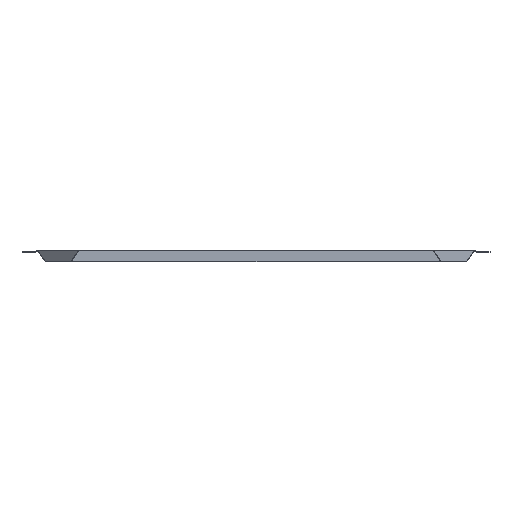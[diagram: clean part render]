
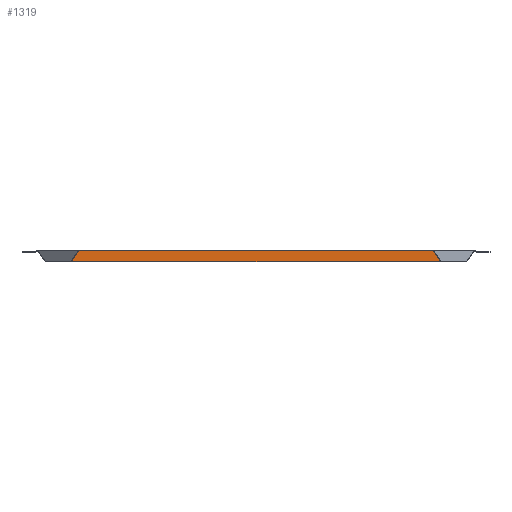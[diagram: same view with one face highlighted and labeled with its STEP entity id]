
A CAD part, front view. The second image highlights one B-rep face of the part: STEP entity #1319.
In plain terms, the highlighted planar face has unit normal (0, -1, 0).
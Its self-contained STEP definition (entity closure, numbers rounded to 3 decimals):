
#4 = CARTESIAN_POINT ( 'NONE',  ( -243.37, -0.7, -1.554 ) ) ;
#33 = CARTESIAN_POINT ( 'NONE',  ( -243.563, -0.7, -1.408 ) ) ;
#42 = CARTESIAN_POINT ( 'NONE',  ( -243.919, -0.7, -1.082 ) ) ;
#46 = CARTESIAN_POINT ( 'NONE',  ( -244.081, -0.7, -0.901 ) ) ;
#62 = CARTESIAN_POINT ( 'NONE',  ( -244.214, -0.7, -0.7 ) ) ;
#65 = AXIS2_PLACEMENT_3D ( 'NONE', #1272, #1287, #1282 ) ;
#70 = CARTESIAN_POINT ( 'NONE',  ( 243.178, -0.7, -1.7 ) ) ;
#119 = DIRECTION ( 'NONE',  ( 1., 0., 0. ) ) ;
#153 = CARTESIAN_POINT ( 'NONE',  ( 231.878, -0.7, -13. ) ) ;
#198 = VERTEX_POINT ( 'NONE', #1408 ) ;
#223 = VECTOR ( 'NONE', #570, 1000. ) ;
#260 = EDGE_LOOP ( 'NONE', ( #1414, #1563, #1691, #1360, #1092, #978 ) ) ;
#288 = LINE ( 'NONE', #504, #1110 ) ;
#406 = B_SPLINE_CURVE_WITH_KNOTS ( 'NONE', 3,
 ( #754, #746, #861, #867, #871, #880 ),
 .UNSPECIFIED., .F., .F.,
 ( 4, 2, 4 ),
 ( 0.004, 0.004, 0.005 ),
 .UNSPECIFIED. ) ;
#423 = FACE_OUTER_BOUND ( 'NONE', #260, .T. ) ;
#445 = CARTESIAN_POINT ( 'NONE',  ( -231.878, -0.7, -13. ) ) ;
#504 = CARTESIAN_POINT ( 'NONE',  ( 0., -0.7, -0.7 ) ) ;
#520 = CARTESIAN_POINT ( 'NONE',  ( 244.214, -0.7, -0.7 ) ) ;
#559 = DIRECTION ( 'NONE',  ( -1., 0., 0. ) ) ;
#570 = DIRECTION ( 'NONE',  ( 0.707, 0., -0.707 ) ) ;
#746 = CARTESIAN_POINT ( 'NONE',  ( 243.37, -0.7, -1.554 ) ) ;
#754 = CARTESIAN_POINT ( 'NONE',  ( 243.178, -0.7, -1.7 ) ) ;
#861 = CARTESIAN_POINT ( 'NONE',  ( 243.563, -0.7, -1.408 ) ) ;
#862 = VERTEX_POINT ( 'NONE', #2103 ) ;
#867 = CARTESIAN_POINT ( 'NONE',  ( 243.919, -0.7, -1.082 ) ) ;
#871 = CARTESIAN_POINT ( 'NONE',  ( 244.081, -0.7, -0.901 ) ) ;
#880 = CARTESIAN_POINT ( 'NONE',  ( 244.214, -0.7, -0.7 ) ) ;
#905 = VECTOR ( 'NONE', #1003, 1000. ) ;
#978 = ORIENTED_EDGE ( 'NONE', *, *, #1495, .F. ) ;
#993 = EDGE_CURVE ( 'NONE', #1022, #862, #288, .T. ) ;
#1003 = DIRECTION ( 'NONE',  ( 0.707, 0., 0.707 ) ) ;
#1016 = EDGE_CURVE ( 'NONE', #1337, #1557, #2031, .T. ) ;
#1022 = VERTEX_POINT ( 'NONE', #520 ) ;
#1092 = ORIENTED_EDGE ( 'NONE', *, *, #993, .T. ) ;
#1110 = VECTOR ( 'NONE', #559, 1000. ) ;
#1145 = PLANE ( 'NONE',  #65 ) ;
#1219 = EDGE_CURVE ( 'NONE', #198, #1846, #1765, .T. ) ;
#1272 = CARTESIAN_POINT ( 'NONE',  ( 0., -0.7, 0. ) ) ;
#1274 = CARTESIAN_POINT ( 'NONE',  ( -243.178, -0.7, -1.7 ) ) ;
#1282 = DIRECTION ( 'NONE',  ( 0., 0., 1. ) ) ;
#1287 = DIRECTION ( 'NONE',  ( 0., 1., 0. ) ) ;
#1319 = ADVANCED_FACE ( 'NONE', ( #423 ), #1145, .F. ) ;
#1337 = VERTEX_POINT ( 'NONE', #1274 ) ;
#1360 = ORIENTED_EDGE ( 'NONE', *, *, #1599, .T. ) ;
#1408 = CARTESIAN_POINT ( 'NONE',  ( 231.878, -0.7, -13. ) ) ;
#1414 = ORIENTED_EDGE ( 'NONE', *, *, #1016, .T. ) ;
#1495 = EDGE_CURVE ( 'NONE', #1337, #862, #1531, .T. ) ;
#1517 = LINE ( 'NONE', #1883, #1575 ) ;
#1531 = B_SPLINE_CURVE_WITH_KNOTS ( 'NONE', 3,
 ( #1767, #4, #33, #42, #46, #62 ),
 .UNSPECIFIED., .F., .F.,
 ( 4, 2, 4 ),
 ( 0.004, 0.004, 0.005 ),
 .UNSPECIFIED. ) ;
#1551 = CARTESIAN_POINT ( 'NONE',  ( -122.439, -0.7, -122.439 ) ) ;
#1557 = VERTEX_POINT ( 'NONE', #445 ) ;
#1563 = ORIENTED_EDGE ( 'NONE', *, *, #1995, .T. ) ;
#1575 = VECTOR ( 'NONE', #119, 1000. ) ;
#1599 = EDGE_CURVE ( 'NONE', #1846, #1022, #406, .T. ) ;
#1691 = ORIENTED_EDGE ( 'NONE', *, *, #1219, .T. ) ;
#1765 = LINE ( 'NONE', #153, #905 ) ;
#1767 = CARTESIAN_POINT ( 'NONE',  ( -243.178, -0.7, -1.7 ) ) ;
#1846 = VERTEX_POINT ( 'NONE', #70 ) ;
#1883 = CARTESIAN_POINT ( 'NONE',  ( 0., -0.7, -13. ) ) ;
#1995 = EDGE_CURVE ( 'NONE', #1557, #198, #1517, .T. ) ;
#2031 = LINE ( 'NONE', #1551, #223 ) ;
#2103 = CARTESIAN_POINT ( 'NONE',  ( -244.214, -0.7, -0.7 ) ) ;
